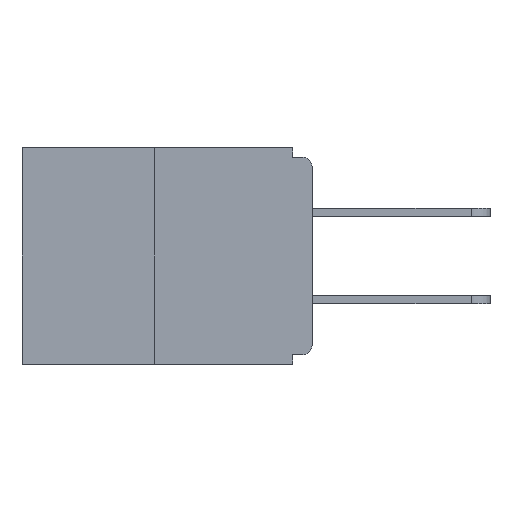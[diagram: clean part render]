
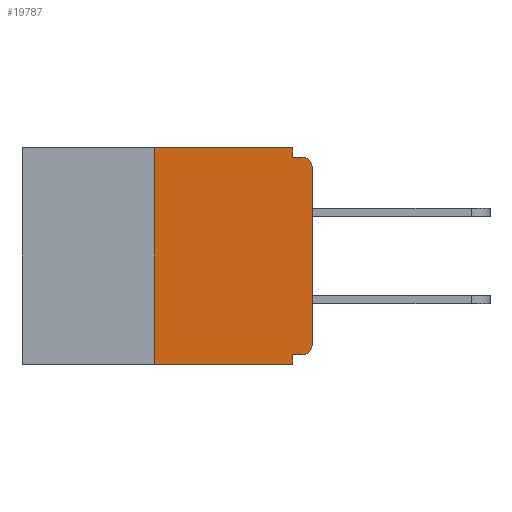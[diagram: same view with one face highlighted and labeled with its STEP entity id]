
A CAD part, left-side view. The second image highlights one B-rep face of the part: STEP entity #19787.
In plain terms, the highlighted planar face has unit normal (-1, 0, 0).
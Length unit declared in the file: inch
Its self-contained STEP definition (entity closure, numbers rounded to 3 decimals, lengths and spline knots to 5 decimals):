
#1164 = ORIENTED_EDGE ( 'NONE', *, *, #18637, .F. ) ;
#1498 = EDGE_CURVE ( 'NONE', #12652, #6382, #6040, .T. ) ;
#2327 = CARTESIAN_POINT ( 'NONE',  ( 0., 0.031, -0.343 ) ) ;
#2370 = CARTESIAN_POINT ( 'NONE',  ( 0., 0.015, -0.328 ) ) ;
#2686 = CARTESIAN_POINT ( 'NONE',  ( 0., 0.031, 0. ) ) ;
#3107 = EDGE_CURVE ( 'NONE', #12199, #11322, #7272, .T. ) ;
#3139 = VERTEX_POINT ( 'NONE', #17603 ) ;
#3252 = VECTOR ( 'NONE', #12760, 39.37008 ) ;
#3370 = DIRECTION ( 'NONE',  ( 0., -1., 0. ) ) ;
#3702 = ORIENTED_EDGE ( 'NONE', *, *, #11331, .F. ) ;
#3729 = DIRECTION ( 'NONE',  ( 0., 0., -1. ) ) ;
#3881 = VECTOR ( 'NONE', #7538, 39.37008 ) ;
#4188 = LINE ( 'NONE', #15295, #14817 ) ;
#4336 = DIRECTION ( 'NONE',  ( 0., 0., -1. ) ) ;
#4558 = ORIENTED_EDGE ( 'NONE', *, *, #1498, .T. ) ;
#4604 = EDGE_CURVE ( 'NONE', #12283, #12199, #13253, .T. ) ;
#5066 = CARTESIAN_POINT ( 'NONE',  ( 0., 0.46, -0.343 ) ) ;
#5163 = ORIENTED_EDGE ( 'NONE', *, *, #7430, .F. ) ;
#5188 = CARTESIAN_POINT ( 'NONE',  ( 0., 0.031, 0. ) ) ;
#5746 = DIRECTION ( 'NONE',  ( 0., 0., -1. ) ) ;
#5799 = DIRECTION ( 'NONE',  ( 0., 0., -1. ) ) ;
#6040 = LINE ( 'NONE', #15059, #7021 ) ;
#6382 = VERTEX_POINT ( 'NONE', #16729 ) ;
#7021 = VECTOR ( 'NONE', #7498, 39.37008 ) ;
#7046 = PLANE ( 'NONE',  #19223 ) ;
#7115 = LINE ( 'NONE', #5066, #3252 ) ;
#7125 = CARTESIAN_POINT ( 'NONE',  ( 0., 0., -0.313 ) ) ;
#7272 = LINE ( 'NONE', #5188, #12585 ) ;
#7344 = CARTESIAN_POINT ( 'NONE',  ( 0., 0.25, 0. ) ) ;
#7366 = CARTESIAN_POINT ( 'NONE',  ( 0., 0.031, -0.015 ) ) ;
#7430 = EDGE_CURVE ( 'NONE', #11322, #3139, #4188, .T. ) ;
#7498 = DIRECTION ( 'NONE',  ( 0., 0., 1. ) ) ;
#7538 = DIRECTION ( 'NONE',  ( 0., 0., 1. ) ) ;
#7661 = CARTESIAN_POINT ( 'NONE',  ( 0., 0.031, -0.343 ) ) ;
#8020 = EDGE_CURVE ( 'NONE', #13959, #12652, #12363, .T. ) ;
#8082 = AXIS2_PLACEMENT_3D ( 'NONE', #19892, #13681, #5799 ) ;
#8108 = LINE ( 'NONE', #18042, #18024 ) ;
#8533 = ORIENTED_EDGE ( 'NONE', *, *, #8020, .T. ) ;
#8726 = CARTESIAN_POINT ( 'NONE',  ( 0., 0.46, 0. ) ) ;
#9308 = FACE_OUTER_BOUND ( 'NONE', #10767, .T. ) ;
#10767 = EDGE_LOOP ( 'NONE', ( #18560, #17600, #19072, #1164, #3702, #8533, #4558, #16410, #5163, #18655 ) ) ;
#11089 = VERTEX_POINT ( 'NONE', #11630 ) ;
#11238 = EDGE_CURVE ( 'NONE', #6382, #3139, #12463, .T. ) ;
#11322 = VERTEX_POINT ( 'NONE', #7366 ) ;
#11331 = EDGE_CURVE ( 'NONE', #13959, #15398, #8108, .T. ) ;
#11390 = DIRECTION ( 'NONE',  ( 0., 0., -1. ) ) ;
#11630 = CARTESIAN_POINT ( 'NONE',  ( 0., 0.25, -0.343 ) ) ;
#11999 = LINE ( 'NONE', #2327, #19718 ) ;
#12051 = LINE ( 'NONE', #7344, #3881 ) ;
#12146 = EDGE_CURVE ( 'NONE', #11089, #13874, #7115, .T. ) ;
#12199 = VERTEX_POINT ( 'NONE', #2686 ) ;
#12283 = VERTEX_POINT ( 'NONE', #15349 ) ;
#12363 = CIRCLE ( 'NONE', #8082, 0.015 ) ;
#12463 = CIRCLE ( 'NONE', #13149, 0.015 ) ;
#12585 = VECTOR ( 'NONE', #11390, 39.37008 ) ;
#12652 = VERTEX_POINT ( 'NONE', #7125 ) ;
#12760 = DIRECTION ( 'NONE',  ( 0., -1., 0. ) ) ;
#12944 = CARTESIAN_POINT ( 'NONE',  ( 0., 0.46, 0. ) ) ;
#13149 = AXIS2_PLACEMENT_3D ( 'NONE', #16509, #13517, #4336 ) ;
#13242 = CARTESIAN_POINT ( 'NONE',  ( 0., 0.031, -0.328 ) ) ;
#13253 = LINE ( 'NONE', #12944, #17589 ) ;
#13517 = DIRECTION ( 'NONE',  ( -1., 0., 0. ) ) ;
#13681 = DIRECTION ( 'NONE',  ( -1., 0., 0. ) ) ;
#13874 = VERTEX_POINT ( 'NONE', #7661 ) ;
#13959 = VERTEX_POINT ( 'NONE', #2370 ) ;
#14817 = VECTOR ( 'NONE', #3370, 39.37008 ) ;
#15059 = CARTESIAN_POINT ( 'NONE',  ( 0., 0., 0. ) ) ;
#15295 = CARTESIAN_POINT ( 'NONE',  ( 0., 0., -0.015 ) ) ;
#15349 = CARTESIAN_POINT ( 'NONE',  ( 0., 0.25, 0. ) ) ;
#15398 = VERTEX_POINT ( 'NONE', #13242 ) ;
#16410 = ORIENTED_EDGE ( 'NONE', *, *, #11238, .T. ) ;
#16509 = CARTESIAN_POINT ( 'NONE',  ( 0., 0.015, -0.03 ) ) ;
#16729 = CARTESIAN_POINT ( 'NONE',  ( 0., 0., -0.03 ) ) ;
#16921 = EDGE_CURVE ( 'NONE', #11089, #12283, #12051, .T. ) ;
#17589 = VECTOR ( 'NONE', #17592, 39.37008 ) ;
#17592 = DIRECTION ( 'NONE',  ( 0., -1., 0. ) ) ;
#17600 = ORIENTED_EDGE ( 'NONE', *, *, #16921, .F. ) ;
#17603 = CARTESIAN_POINT ( 'NONE',  ( 0., 0.015, -0.015 ) ) ;
#17835 = DIRECTION ( 'NONE',  ( 1., 0., 0. ) ) ;
#18024 = VECTOR ( 'NONE', #19782, 39.37008 ) ;
#18042 = CARTESIAN_POINT ( 'NONE',  ( 0., 0., -0.328 ) ) ;
#18560 = ORIENTED_EDGE ( 'NONE', *, *, #4604, .F. ) ;
#18637 = EDGE_CURVE ( 'NONE', #15398, #13874, #11999, .T. ) ;
#18655 = ORIENTED_EDGE ( 'NONE', *, *, #3107, .F. ) ;
#19072 = ORIENTED_EDGE ( 'NONE', *, *, #12146, .T. ) ;
#19223 = AXIS2_PLACEMENT_3D ( 'NONE', #8726, #17835, #5746 ) ;
#19718 = VECTOR ( 'NONE', #3729, 39.37008 ) ;
#19782 = DIRECTION ( 'NONE',  ( 0., 1., 0. ) ) ;
#19787 = ADVANCED_FACE ( 'NONE', ( #9308 ), #7046, .F. ) ;
#19892 = CARTESIAN_POINT ( 'NONE',  ( 0., 0.015, -0.313 ) ) ;
